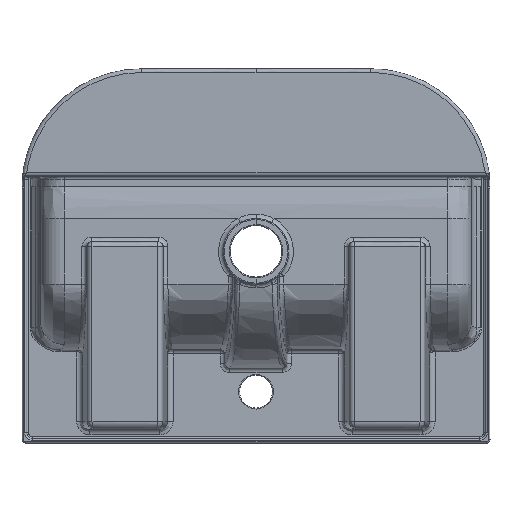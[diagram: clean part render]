
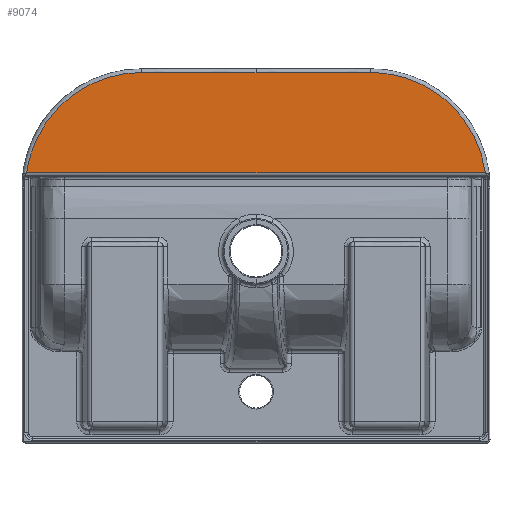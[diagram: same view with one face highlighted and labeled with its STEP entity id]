
A CAD part, front view. The second image highlights one B-rep face of the part: STEP entity #9074.
In plain terms, the highlighted planar face has unit normal (0, -1, 0).
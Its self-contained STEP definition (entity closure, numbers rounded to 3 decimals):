
#1409=CARTESIAN_POINT('',(244.967,-135.,289.));
#1410=CARTESIAN_POINT('',(244.686,-135.,291.103));
#1411=CARTESIAN_POINT('',(243.977,-135.,295.54));
#1412=CARTESIAN_POINT('',(242.364,-135.,302.835));
#1413=CARTESIAN_POINT('',(240.035,-135.,310.866));
#1414=CARTESIAN_POINT('',(236.772,-135.,319.71));
#1415=CARTESIAN_POINT('',(232.267,-135.,329.447));
#1416=CARTESIAN_POINT('',(226.315,-135.,339.719));
#1417=CARTESIAN_POINT('',(219.464,-135.,349.246));
#1418=CARTESIAN_POINT('',(212.558,-135.,357.204));
#1419=CARTESIAN_POINT('',(205.759,-135.,363.869));
#1420=CARTESIAN_POINT('',(198.979,-135.,369.596));
#1421=CARTESIAN_POINT('',(192.093,-135.,374.636));
#1422=CARTESIAN_POINT('',(184.928,-135.,379.168));
#1423=CARTESIAN_POINT('',(177.414,-135.,383.229));
#1424=CARTESIAN_POINT('',(169.614,-135.,386.766));
#1425=CARTESIAN_POINT('',(161.743,-135.,389.697));
#1426=CARTESIAN_POINT('',(153.886,-135.,392.024));
#1427=CARTESIAN_POINT('',(146.487,-135.,393.718));
#1428=CARTESIAN_POINT('',(138.763,-135.,395.004));
#1429=CARTESIAN_POINT('',(130.695,-135.,395.815));
#1430=CARTESIAN_POINT('',(125.252,-135.,396.));
#1431=CARTESIAN_POINT('',(122.5,-135.,396.));
#1433=DIRECTION('',(1.,0.,0.));
#1434=VECTOR('',#1433,489.936);
#1435=CARTESIAN_POINT('',(-244.969,-135.,289.));
#1436=LINE('',#1435,#1434);
#1437=CARTESIAN_POINT('',(-122.5,-135.,396.));
#1438=CARTESIAN_POINT('',(-124.963,-135.,396.));
#1439=CARTESIAN_POINT('',(-129.884,-135.,395.846));
#1440=CARTESIAN_POINT('',(-136.948,-135.,395.219));
#1441=CARTESIAN_POINT('',(-144.596,-135.,394.084));
#1442=CARTESIAN_POINT('',(-152.5,-135.,392.387));
#1443=CARTESIAN_POINT('',(-160.496,-135.,390.105));
#1444=CARTESIAN_POINT('',(-168.309,-135.,387.29));
#1445=CARTESIAN_POINT('',(-175.845,-135.,383.985));
#1446=CARTESIAN_POINT('',(-183.167,-135.,380.175));
#1447=CARTESIAN_POINT('',(-190.467,-135.,375.734));
#1448=CARTESIAN_POINT('',(-198.019,-135.,370.378));
#1449=CARTESIAN_POINT('',(-205.999,-135.,363.722));
#1450=CARTESIAN_POINT('',(-214.443,-135.,355.285));
#1451=CARTESIAN_POINT('',(-223.077,-135.,344.626));
#1452=CARTESIAN_POINT('',(-230.876,-135.,332.256));
#1453=CARTESIAN_POINT('',(-236.754,-135.,319.964));
#1454=CARTESIAN_POINT('',(-240.769,-135.,308.783));
#1455=CARTESIAN_POINT('',(-243.462,-135.,298.435));
#1456=CARTESIAN_POINT('',(-244.561,-135.,292.053));
#1457=CARTESIAN_POINT('',(-244.969,-135.,289.));
#1459=CARTESIAN_POINT('',(0.,-135.,396.));
#1460=CARTESIAN_POINT('',(-14.178,-135.,396.));
#1461=CARTESIAN_POINT('',(-42.157,-135.,396.));
#1462=CARTESIAN_POINT('',(-82.991,-135.,396.));
#1463=CARTESIAN_POINT('',(-109.456,-135.,396.));
#1464=CARTESIAN_POINT('',(-122.5,-135.,396.));
#1466=CARTESIAN_POINT('',(122.5,-135.,396.));
#1467=CARTESIAN_POINT('',(108.321,-135.,396.));
#1468=CARTESIAN_POINT('',(80.343,-135.,396.));
#1469=CARTESIAN_POINT('',(39.509,-135.,396.));
#1470=CARTESIAN_POINT('',(13.043,-135.,396.));
#1471=CARTESIAN_POINT('',(0.,-135.,396.));
#5644=VERTEX_POINT('',#1409);
#5645=VERTEX_POINT('',#1431);
#5648=VERTEX_POINT('',#1471);
#5651=VERTEX_POINT('',#1464);
#5654=VERTEX_POINT('',#1457);
#9058=CARTESIAN_POINT('',(0.,-135.,274.));
#9059=DIRECTION('',(0.,1.,0.));
#9060=DIRECTION('',(0.,0.,1.));
#9061=AXIS2_PLACEMENT_3D('',#9058,#9059,#9060);
#9062=PLANE('',#9061);
#9064=ORIENTED_EDGE('',*,*,#9063,.F.);
#9065=ORIENTED_EDGE('',*,*,#9048,.F.);
#9067=ORIENTED_EDGE('',*,*,#9066,.F.);
#9069=ORIENTED_EDGE('',*,*,#9068,.F.);
#9071=ORIENTED_EDGE('',*,*,#9070,.F.);
#9072=EDGE_LOOP('',(#9064,#9065,#9067,#9069,#9071));
#9073=FACE_OUTER_BOUND('',#9072,.F.);
#9074=ADVANCED_FACE('',(#9073),#9062,.F.);
#1432=B_SPLINE_CURVE_WITH_KNOTS('',3,(#1409,#1410,#1411,#1412,#1413,#1414,#1415,
#1416,#1417,#1418,#1419,#1420,#1421,#1422,#1423,#1424,#1425,#1426,#1427,#1428,
#1429,#1430,#1431),.UNSPECIFIED.,.F.,.F.,(4,1,1,1,1,1,1,1,1,1,1,1,1,1,1,1,1,1,1,
1,4),(0.,0.05,0.1,0.15,0.2,0.25,0.3,0.35,0.4,0.45,0.5,
0.55,0.6,0.65,0.7,0.75,0.8,0.85,0.9,0.95,1.),.UNSPECIFIED.);
#1458=B_SPLINE_CURVE_WITH_KNOTS('',3,(#1437,#1438,#1439,#1440,#1441,#1442,#1443,
#1444,#1445,#1446,#1447,#1448,#1449,#1450,#1451,#1452,#1453,#1454,#1455,#1456,
#1457),.UNSPECIFIED.,.F.,.F.,(4,1,1,1,1,1,1,1,1,1,1,1,1,1,1,1,1,1,4),(0.,
0.056,0.111,0.167,0.222,
0.278,0.333,0.389,0.444,0.5,
0.556,0.611,0.667,0.722,
0.778,0.833,0.889,0.944,1.),
.UNSPECIFIED.);
#1465=B_SPLINE_CURVE_WITH_KNOTS('',3,(#1459,#1460,#1461,#1462,#1463,#1464),
.UNSPECIFIED.,.F.,.F.,(4,1,1,4),(0.,0.333,0.667,1.),
.UNSPECIFIED.);
#1472=B_SPLINE_CURVE_WITH_KNOTS('',3,(#1466,#1467,#1468,#1469,#1470,#1471),
.UNSPECIFIED.,.F.,.F.,(4,1,1,4),(0.,0.333,0.667,1.),
.UNSPECIFIED.);
#9048=EDGE_CURVE('',#5654,#5644,#1436,.T.);
#9063=EDGE_CURVE('',#5644,#5645,#1432,.T.);
#9066=EDGE_CURVE('',#5651,#5654,#1458,.T.);
#9068=EDGE_CURVE('',#5648,#5651,#1465,.T.);
#9070=EDGE_CURVE('',#5645,#5648,#1472,.T.);
